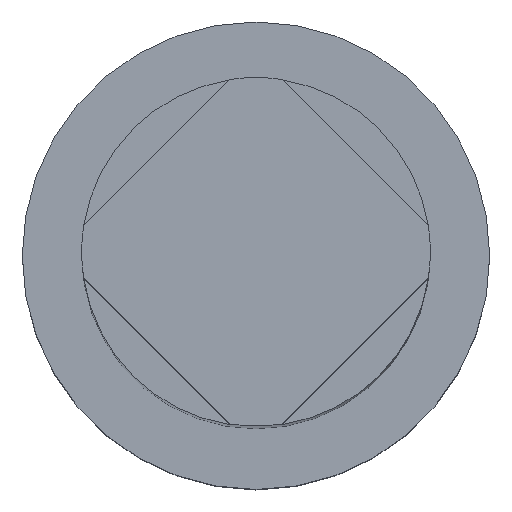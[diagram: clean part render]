
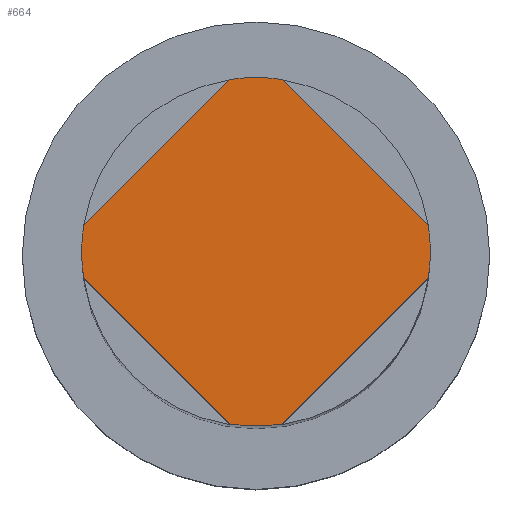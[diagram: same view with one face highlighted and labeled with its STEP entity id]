
A CAD part, top view. The second image highlights one B-rep face of the part: STEP entity #664.
In plain terms, the highlighted planar face has unit normal (0, 0, 1).
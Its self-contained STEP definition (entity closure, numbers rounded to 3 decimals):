
#181=CARTESIAN_POINT('',(0.,0.,0.));
#182=DIRECTION('',(0.,0.,1.));
#183=DIRECTION('',(-1.,0.,0.));
#184=AXIS2_PLACEMENT_3D('',#181,#182,#183);
#186=CARTESIAN_POINT('',(0.,0.,0.));
#187=DIRECTION('',(0.,0.,-1.));
#188=DIRECTION('',(-1.,0.,0.));
#189=AXIS2_PLACEMENT_3D('',#186,#187,#188);
#191=DIRECTION('',(0.707,0.707,0.));
#192=VECTOR('',#191,10.665);
#193=CARTESIAN_POINT('',(-8.897,1.356,0.));
#194=LINE('',#193,#192);
#195=CARTESIAN_POINT('',(0.,0.,0.));
#196=DIRECTION('',(0.,0.,-1.));
#197=DIRECTION('',(-0.151,0.989,0.));
#198=AXIS2_PLACEMENT_3D('',#195,#196,#197);
#200=DIRECTION('',(0.707,-0.707,0.));
#201=VECTOR('',#200,10.665);
#202=CARTESIAN_POINT('',(1.356,8.897,0.));
#203=LINE('',#202,#201);
#204=CARTESIAN_POINT('',(0.,0.,0.));
#205=DIRECTION('',(0.,0.,-1.));
#206=DIRECTION('',(0.989,0.151,0.));
#207=AXIS2_PLACEMENT_3D('',#204,#205,#206);
#209=CARTESIAN_POINT('',(0.,0.,0.));
#210=DIRECTION('',(0.,0.,1.));
#211=DIRECTION('',(0.989,-0.151,0.));
#212=AXIS2_PLACEMENT_3D('',#209,#210,#211);
#214=DIRECTION('',(-0.707,-0.707,0.));
#215=VECTOR('',#214,10.665);
#216=CARTESIAN_POINT('',(8.897,-1.356,0.));
#217=LINE('',#216,#215);
#218=CARTESIAN_POINT('',(0.,0.,0.));
#219=DIRECTION('',(0.,0.,1.));
#220=DIRECTION('',(-0.151,-0.989,0.));
#221=AXIS2_PLACEMENT_3D('',#218,#219,#220);
#223=DIRECTION('',(-0.707,0.707,0.));
#224=VECTOR('',#223,10.665);
#225=CARTESIAN_POINT('',(-1.356,-8.897,0.));
#226=LINE('',#225,#224);
#240=CARTESIAN_POINT('',(-9.,0.,0.));
#242=VERTEX_POINT('',#240);
#244=CARTESIAN_POINT('',(9.,0.,0.));
#246=VERTEX_POINT('',#244);
#263=CARTESIAN_POINT('',(-8.897,-1.356,0.));
#264=VERTEX_POINT('',#263);
#265=CARTESIAN_POINT('',(-1.356,-8.897,0.));
#266=CARTESIAN_POINT('',(1.356,-8.897,0.));
#267=VERTEX_POINT('',#265);
#268=VERTEX_POINT('',#266);
#269=CARTESIAN_POINT('',(8.897,-1.356,0.));
#270=VERTEX_POINT('',#269);
#271=CARTESIAN_POINT('',(-8.897,1.356,0.));
#272=VERTEX_POINT('',#271);
#273=CARTESIAN_POINT('',(-1.356,8.897,0.));
#274=CARTESIAN_POINT('',(1.356,8.897,0.));
#275=VERTEX_POINT('',#273);
#276=VERTEX_POINT('',#274);
#277=CARTESIAN_POINT('',(8.897,1.356,0.));
#278=VERTEX_POINT('',#277);
#644=CARTESIAN_POINT('',(0.,0.,0.));
#645=DIRECTION('',(0.,0.,1.));
#646=DIRECTION('',(-1.,0.,0.));
#647=AXIS2_PLACEMENT_3D('',#644,#645,#646);
#648=PLANE('',#647);
#649=ORIENTED_EDGE('',*,*,#610,.F.);
#650=ORIENTED_EDGE('',*,*,#495,.T.);
#652=ORIENTED_EDGE('',*,*,#651,.T.);
#653=ORIENTED_EDGE('',*,*,#487,.T.);
#655=ORIENTED_EDGE('',*,*,#654,.T.);
#656=ORIENTED_EDGE('',*,*,#502,.T.);
#657=ORIENTED_EDGE('',*,*,#605,.F.);
#659=ORIENTED_EDGE('',*,*,#658,.T.);
#660=ORIENTED_EDGE('',*,*,#598,.F.);
#661=ORIENTED_EDGE('',*,*,#629,.T.);
#662=EDGE_LOOP('',(#649,#650,#652,#653,#655,#656,#657,#659,#660,#661));
#663=FACE_OUTER_BOUND('',#662,.F.);
#185=CIRCLE('',#184,9.);
#190=CIRCLE('',#189,9.);
#199=CIRCLE('',#198,9.);
#208=CIRCLE('',#207,9.);
#213=CIRCLE('',#212,9.);
#222=CIRCLE('',#221,9.);
#487=EDGE_CURVE('',#275,#276,#199,.T.);
#495=EDGE_CURVE('',#242,#272,#190,.T.);
#502=EDGE_CURVE('',#278,#246,#208,.T.);
#598=EDGE_CURVE('',#267,#268,#222,.T.);
#605=EDGE_CURVE('',#270,#246,#213,.T.);
#610=EDGE_CURVE('',#242,#264,#185,.T.);
#629=EDGE_CURVE('',#267,#264,#226,.T.);
#651=EDGE_CURVE('',#272,#275,#194,.T.);
#654=EDGE_CURVE('',#276,#278,#203,.T.);
#658=EDGE_CURVE('',#270,#268,#217,.T.);
#664=ADVANCED_FACE('',(#663),#648,.T.);
